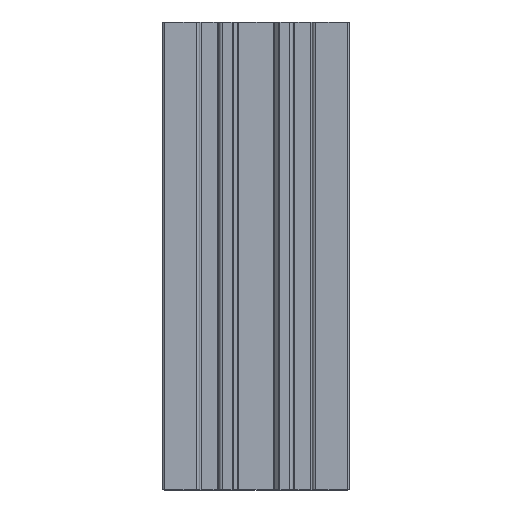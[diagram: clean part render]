
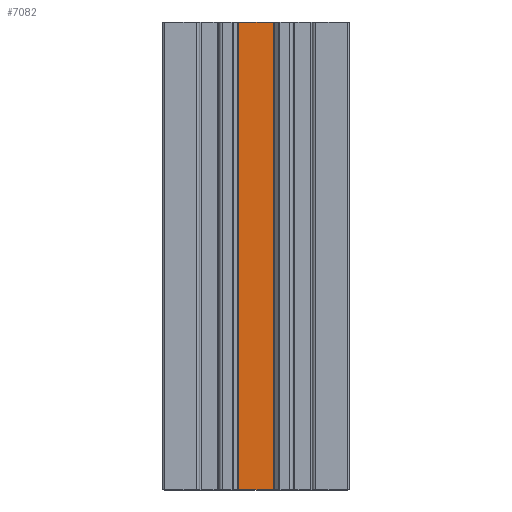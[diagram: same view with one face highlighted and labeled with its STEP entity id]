
A CAD part, top view. The second image highlights one B-rep face of the part: STEP entity #7082.
In plain terms, the highlighted planar face has unit normal (0, 0, 1).
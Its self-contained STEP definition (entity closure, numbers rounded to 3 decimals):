
#792=FACE_OUTER_BOUND('',#1160,.T.);
#1160=EDGE_LOOP('',(#5121,#5122,#5123,#5124));
#1672=LINE('',#11149,#2350);
#1673=LINE('',#11153,#2351);
#1674=LINE('',#11155,#2352);
#1675=LINE('',#11156,#2353);
#2350=VECTOR('',#8902,200.);
#2351=VECTOR('',#8907,28.589);
#2352=VECTOR('',#8908,200.);
#2353=VECTOR('',#8909,28.589);
#3049=VERTEX_POINT('',#11146);
#3050=VERTEX_POINT('',#11148);
#3051=VERTEX_POINT('',#11152);
#3052=VERTEX_POINT('',#11154);
#3903=EDGE_CURVE('',#3050,#3049,#1672,.T.);
#3905=EDGE_CURVE('',#3049,#3051,#1673,.T.);
#3906=EDGE_CURVE('',#3052,#3051,#1674,.T.);
#3907=EDGE_CURVE('',#3050,#3052,#1675,.T.);
#5121=ORIENTED_EDGE('',*,*,#3905,.T.);
#5122=ORIENTED_EDGE('',*,*,#3906,.F.);
#5123=ORIENTED_EDGE('',*,*,#3907,.F.);
#5124=ORIENTED_EDGE('',*,*,#3903,.T.);
#6850=PLANE('',#7596);
#7082=ADVANCED_FACE('',(#792),#6850,.T.);
#7596=AXIS2_PLACEMENT_3D('',#11151,#8905,#8906);
#8902=DIRECTION('',(0.,1.,0.));
#8905=DIRECTION('center_axis',(0.,0.,1.));
#8906=DIRECTION('ref_axis',(1.,0.,0.));
#8907=DIRECTION('',(-1.,0.,0.));
#8908=DIRECTION('',(0.,1.,0.));
#8909=DIRECTION('',(-1.,0.,0.));
#11146=CARTESIAN_POINT('',(14.295,200.,-23.4));
#11148=CARTESIAN_POINT('',(14.295,0.,-23.4));
#11149=CARTESIAN_POINT('',(14.295,0.,-23.4));
#11151=CARTESIAN_POINT('Origin',(-14.295,0.,-23.4));
#11152=CARTESIAN_POINT('',(-14.295,200.,-23.4));
#11153=CARTESIAN_POINT('',(-7.147,200.,-23.4));
#11154=CARTESIAN_POINT('',(-14.295,0.,-23.4));
#11155=CARTESIAN_POINT('',(-14.295,0.,-23.4));
#11156=CARTESIAN_POINT('',(-7.147,0.,-23.4));
